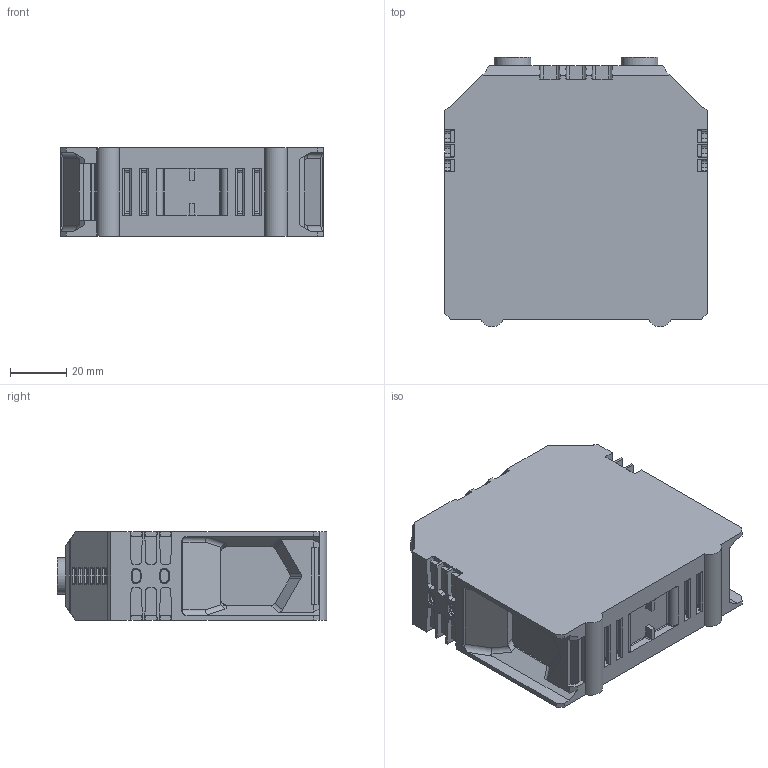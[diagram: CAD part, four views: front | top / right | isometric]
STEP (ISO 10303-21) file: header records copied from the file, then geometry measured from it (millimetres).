
FILE_DESCRIPTION(/* description */ (''),/* implementation_level */ '2;1');
FILE_NAME(/* name */ '1584_RK150_D_iso.stp',/* time_stamp */ '2011-07-26T10:10:38+02:00',/* author */ (''),/* organization */ (''),/* preprocessor_version */ 'ST-DEVELOPER v11',/* originating_system */ 'SIEMENS UGS NX 6.0',/* authorisation */ '');
FILE_SCHEMA (('CONFIG_CONTROL_DESIGN'));
Length unit declared in the file: millimetre
Products named in the file (1): 1584_RK150_D_iso
Bounding box: 93 x 95.5 x 31.3 mm (x, y, z)
Volume: 225753.9 mm3; surface area: 31635 mm2
Topology: 1 solids, 1 shells, 732 faces, 2031 edges, 1325 vertices
Faces by surface type: plane 457, cylinder 239, torus 14, cone 10, extrusion 4, sphere 4, bspline 4
Full cylindrical faces by diameter (mm): 2.761 x2, 2.961 x2, 10 x2, 13 x2
Entity records: 23495 total; most frequent: CARTESIAN_POINT 4423, ORIENTED_EDGE 4014, DIRECTION 3939, EDGE_CURVE 2007, VECTOR 1441, LINE 1437, VERTEX_POINT 1317, AXIS2_PLACEMENT_3D 1249
